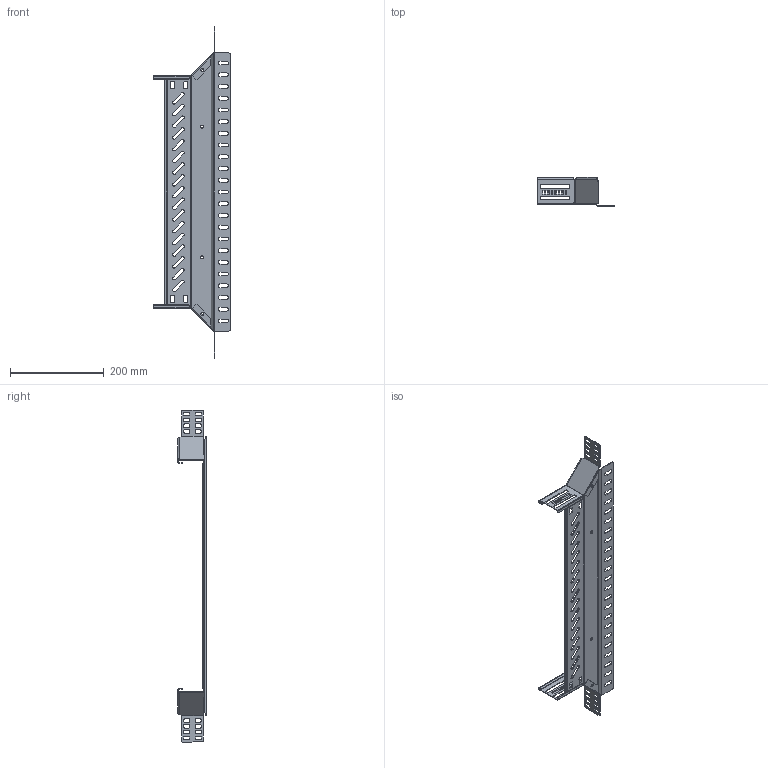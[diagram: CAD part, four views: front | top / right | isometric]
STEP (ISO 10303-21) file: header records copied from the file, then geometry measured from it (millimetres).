
FILE_DESCRIPTION (( 'STEP AP214' ), '1' );
FILE_NAME ('6042121.STEP', '2024-05-24T09:00:56', ( '' ), ( '' ), 'SwSTEP 2.0', 'SolidWorks 2022', '' );
FILE_SCHEMA (( 'AUTOMOTIVE_DESIGN' ));
Length unit declared in the file: millimetre
Products named in the file (4): 180291_60 R; 6042121; 180291_60 L; 167752_500
Assembly tree (3 placements, depth 2):
  6042121
    167752_500
    180291_60 L
    180291_60 R
Bounding box: 163.29 x 61.25 x 708.16 mm (x, y, z)
Volume: 98275.6 mm3; surface area: 192245.2 mm2
Topology: 3 solids, 3 shells, 651 faces, 1807 edges, 1162 vertices
Faces by surface type: plane 368, cylinder 263, bspline 20
Entity records: 21919 total; most frequent: CARTESIAN_POINT 4406, ORIENTED_EDGE 3614, DIRECTION 3473, EDGE_CURVE 1807, VECTOR 1227, LINE 1227, VERTEX_POINT 1162, AXIS2_PLACEMENT_3D 1123
